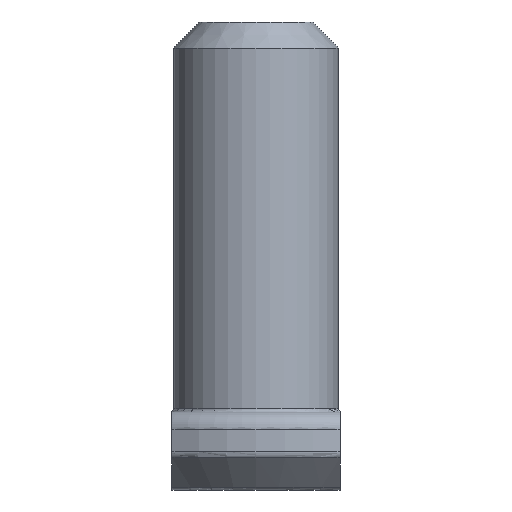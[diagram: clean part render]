
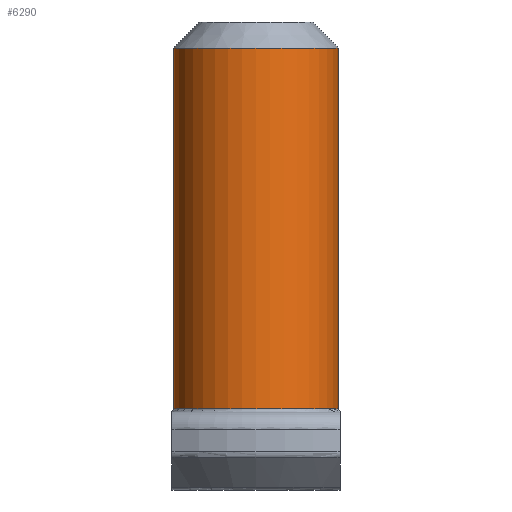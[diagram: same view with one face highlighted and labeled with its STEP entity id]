
A CAD part, front view. The second image highlights one B-rep face of the part: STEP entity #6290.
In plain terms, the highlighted cylindrical face has radius 4.75 mm (diameter 9.5 mm), a partial arc.
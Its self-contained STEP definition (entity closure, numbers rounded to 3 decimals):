
#310=CARTESIAN_POINT('',(4.75,0.,21.));
#320=VERTEX_POINT('',#310);
#350=CARTESIAN_POINT('',(0.,0.,21.));
#360=DIRECTION('',(0.,0.,-1.));
#370=DIRECTION('',(-1.,0.,0.));
#380=AXIS2_PLACEMENT_3D('',#350,#360,#370);
#390=CIRCLE('',#380,4.75);
#400=CARTESIAN_POINT('',(-4.75,0.,21.));
#410=VERTEX_POINT('',#400);
#420=EDGE_CURVE('',#320,#410,#390,.T.);
#3280=CARTESIAN_POINT('',(4.75,0.,0.));
#3290=DIRECTION('',(0.,0.,1.));
#3300=VECTOR('',#3290,1.);
#3310=LINE('',#3280,#3300);
#3320=CARTESIAN_POINT('',(4.75,0.,0.2));
#3330=VERTEX_POINT('',#3320);
#3340=EDGE_CURVE('',#3330,#320,#3310,.T.);
#5580=CARTESIAN_POINT('',(-4.75,0.,0.));
#5590=DIRECTION('',(0.,0.,1.));
#5600=VECTOR('',#5590,1.);
#5610=LINE('',#5580,#5600);
#5620=CARTESIAN_POINT('',(-4.75,0.,0.2));
#5630=VERTEX_POINT('',#5620);
#5640=EDGE_CURVE('',#5630,#410,#5610,.T.);
#5660=CARTESIAN_POINT('',(0.,0.,0.2));
#5670=DIRECTION('',(0.,0.,1.));
#5680=DIRECTION('',(1.,0.,0.));
#5690=AXIS2_PLACEMENT_3D('',#5660,#5670,#5680);
#5700=CIRCLE('',#5690,4.75);
#6170=CARTESIAN_POINT('',(0.,0.,0.));
#6180=DIRECTION('',(0.,0.,1.));
#6190=DIRECTION('',(1.,0.,0.));
#6200=AXIS2_PLACEMENT_3D('',#6170,#6180,#6190);
#6210=CYLINDRICAL_SURFACE('',#6200,4.75);
#6220=EDGE_CURVE('',#5630,#3330,#5700,.T.);
#6230=ORIENTED_EDGE('',*,*,#6220,.T.);
#6240=ORIENTED_EDGE('',*,*,#5640,.F.);
#6250=ORIENTED_EDGE('',*,*,#420,.T.);
#6260=ORIENTED_EDGE('',*,*,#3340,.T.);
#6270=EDGE_LOOP('',(#6260,#6250,#6240,#6230));
#6280=FACE_OUTER_BOUND('',#6270,.T.);
#6290=ADVANCED_FACE('',(#6280),#6210,.T.);
